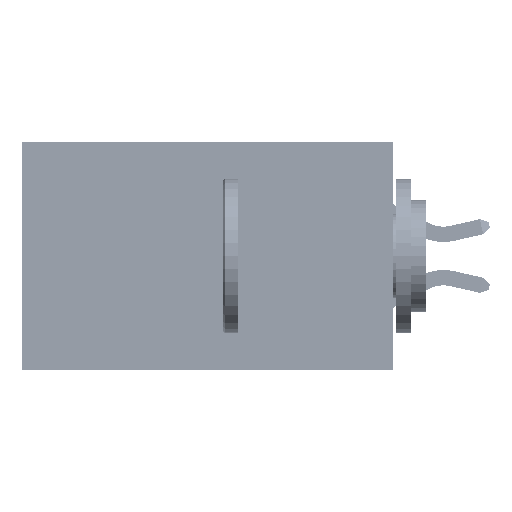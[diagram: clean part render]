
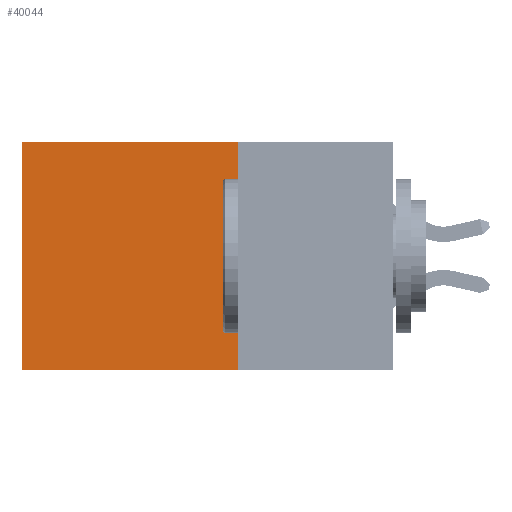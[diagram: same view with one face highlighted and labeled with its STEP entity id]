
A CAD part, left-side view. The second image highlights one B-rep face of the part: STEP entity #40044.
In plain terms, the highlighted planar face has unit normal (-1, 0, 0).
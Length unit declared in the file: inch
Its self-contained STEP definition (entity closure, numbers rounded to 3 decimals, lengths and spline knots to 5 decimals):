
#1314 = FACE_OUTER_BOUND ( 'NONE', #3621, .T. ) ;
#3621 = EDGE_LOOP ( 'NONE', ( #48792, #13257, #50397, #45724 ) ) ;
#4851 = LINE ( 'NONE', #26471, #17702 ) ;
#4892 = CARTESIAN_POINT ( 'NONE',  ( 0.2875, 0.25, 0. ) ) ;
#5055 = DIRECTION ( 'NONE',  ( 0., 1., 0. ) ) ;
#5580 = VECTOR ( 'NONE', #5055, 39.37008 ) ;
#6682 = LINE ( 'NONE', #31798, #26538 ) ;
#10148 = DIRECTION ( 'NONE',  ( 0., 1., 0. ) ) ;
#10770 = CARTESIAN_POINT ( 'NONE',  ( 0.2875, 0.6, 0. ) ) ;
#11889 = CARTESIAN_POINT ( 'NONE',  ( 0.2875, 0.6, -0.37 ) ) ;
#13257 = ORIENTED_EDGE ( 'NONE', *, *, #47533, .F. ) ;
#16418 = VERTEX_POINT ( 'NONE', #41299 ) ;
#17613 = VERTEX_POINT ( 'NONE', #52937 ) ;
#17702 = VECTOR ( 'NONE', #10148, 39.37008 ) ;
#18683 = EDGE_CURVE ( 'NONE', #17613, #39421, #6682, .T. ) ;
#18836 = DIRECTION ( 'NONE',  ( 0., 0., -1. ) ) ;
#22428 = DIRECTION ( 'NONE',  ( 1., 0., 0. ) ) ;
#22948 = CARTESIAN_POINT ( 'NONE',  ( 0.2875, 0.25, 0. ) ) ;
#25171 = VERTEX_POINT ( 'NONE', #11889 ) ;
#26401 = AXIS2_PLACEMENT_3D ( 'NONE', #22948, #22428, #18836 ) ;
#26471 = CARTESIAN_POINT ( 'NONE',  ( 0.2875, 0.25, -0.37 ) ) ;
#26538 = VECTOR ( 'NONE', #31973, 39.37008 ) ;
#31798 = CARTESIAN_POINT ( 'NONE',  ( 0.2875, 0.25, 0. ) ) ;
#31973 = DIRECTION ( 'NONE',  ( 0., 0., -1. ) ) ;
#35759 = LINE ( 'NONE', #10770, #37706 ) ;
#37706 = VECTOR ( 'NONE', #51702, 39.37008 ) ;
#39421 = VERTEX_POINT ( 'NONE', #43596 ) ;
#40044 = ADVANCED_FACE ( 'NONE', ( #1314 ), #43370, .F. ) ;
#41299 = CARTESIAN_POINT ( 'NONE',  ( 0.2875, 0.6, 0. ) ) ;
#43370 = PLANE ( 'NONE',  #26401 ) ;
#43596 = CARTESIAN_POINT ( 'NONE',  ( 0.2875, 0.25, -0.37 ) ) ;
#45724 = ORIENTED_EDGE ( 'NONE', *, *, #46695, .T. ) ;
#46695 = EDGE_CURVE ( 'NONE', #17613, #16418, #52606, .T. ) ;
#47533 = EDGE_CURVE ( 'NONE', #39421, #25171, #4851, .T. ) ;
#48262 = EDGE_CURVE ( 'NONE', #16418, #25171, #35759, .T. ) ;
#48792 = ORIENTED_EDGE ( 'NONE', *, *, #48262, .T. ) ;
#50397 = ORIENTED_EDGE ( 'NONE', *, *, #18683, .F. ) ;
#51702 = DIRECTION ( 'NONE',  ( 0., 0., -1. ) ) ;
#52606 = LINE ( 'NONE', #4892, #5580 ) ;
#52937 = CARTESIAN_POINT ( 'NONE',  ( 0.2875, 0.25, 0. ) ) ;
